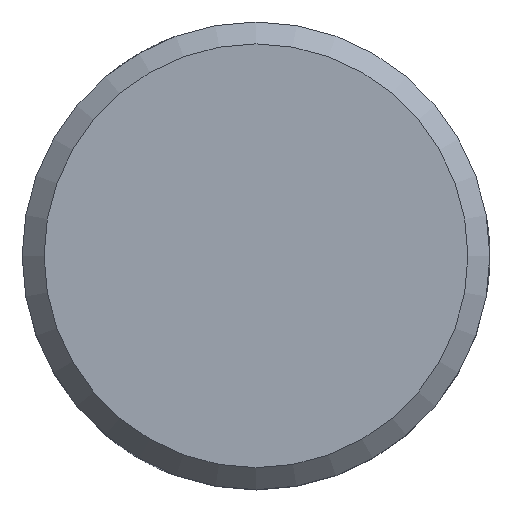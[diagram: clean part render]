
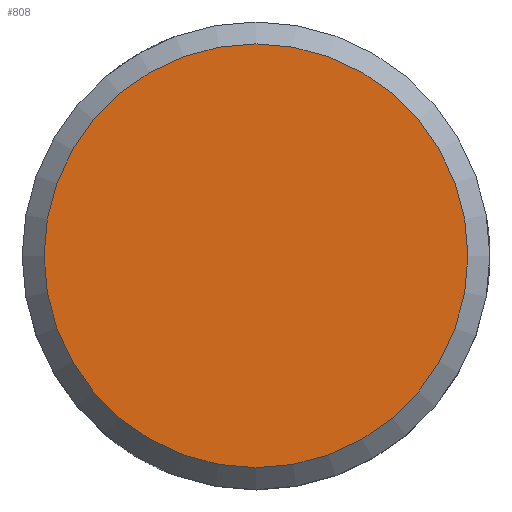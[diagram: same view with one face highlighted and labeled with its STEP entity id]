
A CAD part, top view. The second image highlights one B-rep face of the part: STEP entity #808.
In plain terms, the highlighted planar face has unit normal (0, 0, 1).
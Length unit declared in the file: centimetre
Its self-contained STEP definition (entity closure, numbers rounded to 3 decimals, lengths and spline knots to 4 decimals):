
#284=PLANE('',#862);
#346=VERTEX_POINT('',#1249);
#359=CIRCLE('',#861,1.45);
#447=EDGE_CURVE('',#346,#346,#359,.T.);
#622=ORIENTED_EDGE('',*,*,#447,.F.);
#693=EDGE_LOOP('',(#622));
#764=FACE_BOUND('',#693,.T.);
#808=ADVANCED_FACE('',(#764),#284,.T.);
#861=AXIS2_PLACEMENT_3D('',#1248,#1392,#1393);
#862=AXIS2_PLACEMENT_3D('',#1250,#1394,$);
#1248=CARTESIAN_POINT('',(0.,0.,1.5));
#1249=CARTESIAN_POINT('',(1.45,0.,1.5));
#1250=CARTESIAN_POINT('',(0.,0.,1.5));
#1392=DIRECTION('',(0.,0.,-1.));
#1393=DIRECTION('',(-1.45,0.,0.));
#1394=DIRECTION('',(0.,0.,1.));
